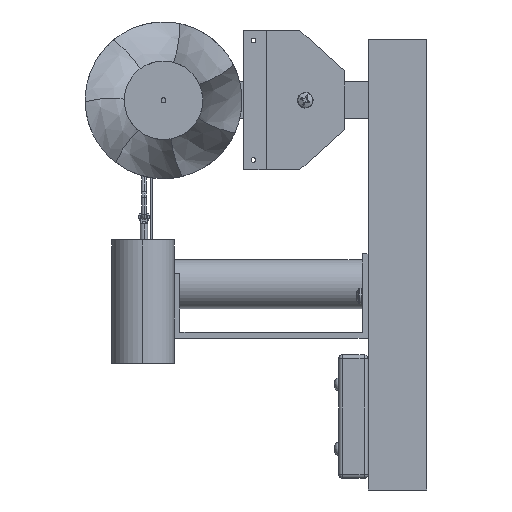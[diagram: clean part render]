
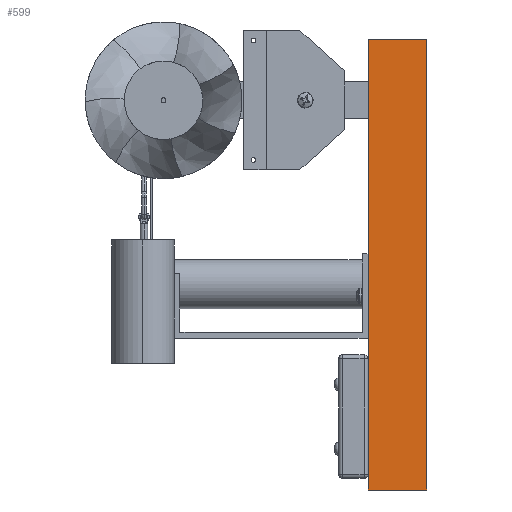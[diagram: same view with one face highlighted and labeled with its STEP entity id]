
A CAD part, left-side view. The second image highlights one B-rep face of the part: STEP entity #599.
In plain terms, the highlighted free-form (B-spline) face has degree [1, 1] with [2, 2] control points.
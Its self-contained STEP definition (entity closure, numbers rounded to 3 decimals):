
#576 = VERTEX_POINT('',#577);
#577 = CARTESIAN_POINT('',(-78.085,-4.197,
    -109.688));
#582 = EDGE_CURVE('',#583,#576,#585,.T.);
#583 = VERTEX_POINT('',#584);
#584 = CARTESIAN_POINT('',(-78.085,-4.197,
    109.688));
#585 = B_SPLINE_CURVE_WITH_KNOTS('',1,(#586,#587),.UNSPECIFIED.,.F.,.F.,
  (2,2),(-0.,230.),.PIECEWISE_BEZIER_KNOTS.);
#586 = CARTESIAN_POINT('',(-78.085,-4.197,
    109.688));
#587 = CARTESIAN_POINT('',(-78.085,-4.197,
    -109.688));
#599 = ADVANCED_FACE('',(#600),#622,.F.);
#600 = FACE_BOUND('',#601,.T.);
#601 = EDGE_LOOP('',(#602,#609,#616,#621));
#602 = ORIENTED_EDGE('',*,*,#603,.T.);
#603 = EDGE_CURVE('',#576,#604,#606,.T.);
#604 = VERTEX_POINT('',#605);
#605 = CARTESIAN_POINT('',(-78.085,-32.812,
    -109.688));
#606 = B_SPLINE_CURVE_WITH_KNOTS('',1,(#607,#608),.UNSPECIFIED.,.F.,.F.,
  (2,2),(0.,30.),.PIECEWISE_BEZIER_KNOTS.);
#607 = CARTESIAN_POINT('',(-78.085,-4.197,
    -109.688));
#608 = CARTESIAN_POINT('',(-78.085,-32.812,
    -109.688));
#609 = ORIENTED_EDGE('',*,*,#610,.F.);
#610 = EDGE_CURVE('',#611,#604,#613,.T.);
#611 = VERTEX_POINT('',#612);
#612 = CARTESIAN_POINT('',(-78.085,-32.812,
    109.688));
#613 = B_SPLINE_CURVE_WITH_KNOTS('',1,(#614,#615),.UNSPECIFIED.,.F.,.F.,
  (2,2),(-0.,230.),.PIECEWISE_BEZIER_KNOTS.);
#614 = CARTESIAN_POINT('',(-78.085,-32.812,
    109.688));
#615 = CARTESIAN_POINT('',(-78.085,-32.812,
    -109.688));
#616 = ORIENTED_EDGE('',*,*,#617,.F.);
#617 = EDGE_CURVE('',#583,#611,#618,.T.);
#618 = B_SPLINE_CURVE_WITH_KNOTS('',1,(#619,#620),.UNSPECIFIED.,.F.,.F.,
  (2,2),(0.,30.),.PIECEWISE_BEZIER_KNOTS.);
#619 = CARTESIAN_POINT('',(-78.085,-4.197,
    109.688));
#620 = CARTESIAN_POINT('',(-78.085,-32.812,
    109.688));
#621 = ORIENTED_EDGE('',*,*,#582,.T.);
#622 = B_SPLINE_SURFACE_WITH_KNOTS('',1,1,(
    (#623,#624)
    ,(#625,#626
    )),.UNSPECIFIED.,.F.,.F.,.F.,(2,2),(2,2),(-0.,230.),(-30.,0.),
  .PIECEWISE_BEZIER_KNOTS.);
#623 = CARTESIAN_POINT('',(-78.085,-32.812,
    109.688));
#624 = CARTESIAN_POINT('',(-78.085,-4.197,
    109.688));
#625 = CARTESIAN_POINT('',(-78.085,-32.812,
    -109.688));
#626 = CARTESIAN_POINT('',(-78.085,-4.197,
    -109.688));
